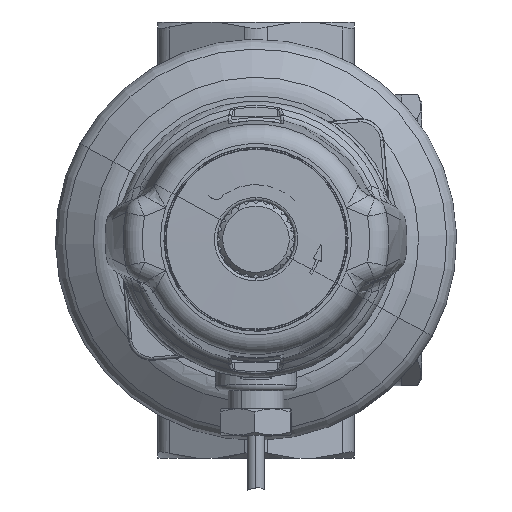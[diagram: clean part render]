
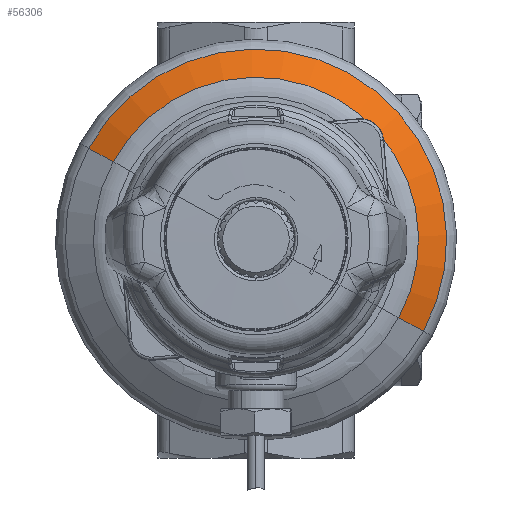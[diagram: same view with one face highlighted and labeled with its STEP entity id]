
A CAD part, top view. The second image highlights one B-rep face of the part: STEP entity #56306.
In plain terms, the highlighted conical face has half-angle 55 degrees and reference radius 27.858 mm.
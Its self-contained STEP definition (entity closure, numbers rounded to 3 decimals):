
#56254=CARTESIAN_POINT('Vertex',(-24.534,13.403,48.081)) ;
#56257=CARTESIAN_POINT('Axis2P3D Location',(0.,0.,48.081)) ;
#56261=CARTESIAN_POINT('Vertex',(24.534,-13.403,48.081)) ;
#56276=CARTESIAN_POINT('Axis2P3D Location',(0.,0.,48.149)) ;
#56281=CARTESIAN_POINT('Line Origine',(383.884,-209.717,-238.639)) ;
#56285=CARTESIAN_POINT('Vertex',(28.78,-15.722,44.693)) ;
#56288=CARTESIAN_POINT('Line Origine',(-383.884,209.717,-238.639)) ;
#56292=CARTESIAN_POINT('Vertex',(-28.78,15.722,44.693)) ;
#56295=CARTESIAN_POINT('Axis2P3D Location',(0.,0.,44.693)) ;
#56258=DIRECTION('Axis2P3D Direction',(-0.,-0.,-1.)) ;
#56277=DIRECTION('Axis2P3D Direction',(-0.,-0.,-1.)) ;
#56278=DIRECTION('Axis2P3D XDirection',(0.,-1.,0.)) ;
#56282=DIRECTION('Vector Direction',(0.719,-0.393,-0.574)) ;
#56289=DIRECTION('Vector Direction',(-0.719,0.393,-0.574)) ;
#56296=DIRECTION('Axis2P3D Direction',(-0.,-0.,-1.)) ;
#56259=AXIS2_PLACEMENT_3D('Circle Axis2P3D',#56257,#56258,$) ;
#56279=AXIS2_PLACEMENT_3D('Cone Axis2P3D',#56276,#56277,#56278) ;
#56297=AXIS2_PLACEMENT_3D('Circle Axis2P3D',#56295,#56296,$) ;
#56301=ORIENTED_EDGE('',*,*,#56287,.T.) ;
#56302=ORIENTED_EDGE('',*,*,#56263,.T.) ;
#56303=ORIENTED_EDGE('',*,*,#56294,.T.) ;
#56304=ORIENTED_EDGE('',*,*,#56299,.T.) ;
#56283=VECTOR('Line Direction',#56282,1.) ;
#56290=VECTOR('Line Direction',#56289,1.) ;
#56306=ADVANCED_FACE('Sheet.3',(#56305),#56280,.F.) ;
#56260=CIRCLE('generated circle',#56259,27.956) ;
#56298=CIRCLE('generated circle',#56297,32.794) ;
#56280=CONICAL_SURFACE('Cone',#56279,27.858,0.96) ;
#56263=EDGE_CURVE('',#56262,#56255,#56260,.F.) ;
#56287=EDGE_CURVE('',#56286,#56262,#56284,.F.) ;
#56294=EDGE_CURVE('',#56255,#56293,#56291,.T.) ;
#56299=EDGE_CURVE('',#56293,#56286,#56298,.T.) ;
#56300=EDGE_LOOP('',(#56301,#56302,#56303,#56304)) ;
#56305=FACE_OUTER_BOUND('',#56300,.T.) ;
#56284=LINE('Line',#56281,#56283) ;
#56291=LINE('Line',#56288,#56290) ;
#56255=VERTEX_POINT('',#56254) ;
#56262=VERTEX_POINT('',#56261) ;
#56286=VERTEX_POINT('',#56285) ;
#56293=VERTEX_POINT('',#56292) ;
